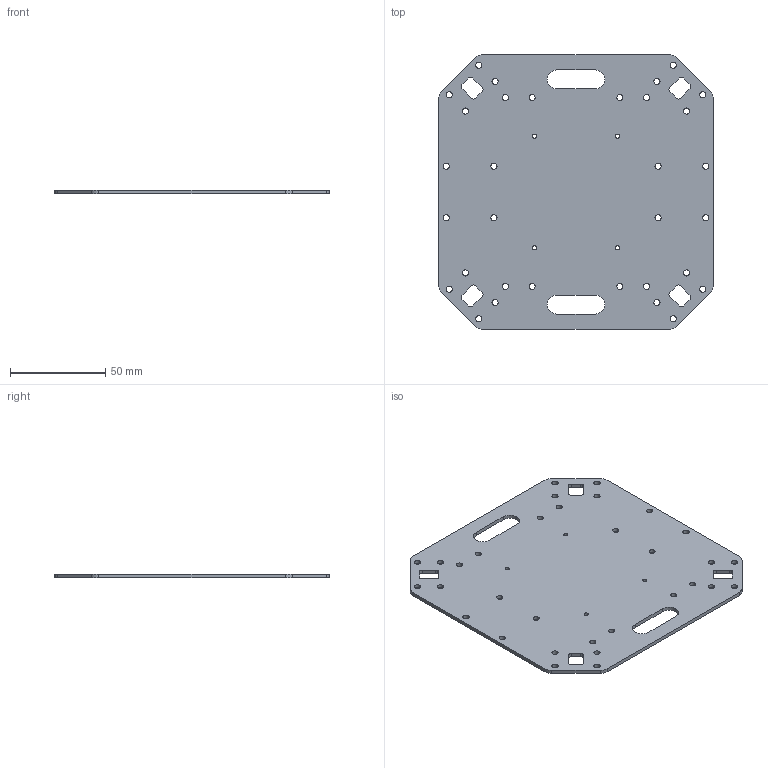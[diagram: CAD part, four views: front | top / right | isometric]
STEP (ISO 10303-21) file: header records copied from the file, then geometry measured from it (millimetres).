
FILE_DESCRIPTION (( 'STEP AP203' ), '1' );
FILE_NAME ('top_board_Predeterminado_sldprt.STEP', '2024-07-08T06:16:06', ( '' ), ( '' ), 'SwSTEP 2.0', 'SolidWorks 2024', '' );
FILE_SCHEMA (( 'CONFIG_CONTROL_DESIGN' ));
Length unit declared in the file: millimetre
Products named in the file (1): top_board_Predeterminado_sldprt
Bounding box: 144 x 144 x 2 mm (x, y, z)
Volume: 37421.7 mm3; surface area: 39723.8 mm2
Topology: 1 solids, 1 shells, 136 faces, 402 edges, 268 vertices
Faces by surface type: cylinder 106, plane 30
Entity records: 4903 total; most frequent: DIRECTION 888, CARTESIAN_POINT 807, ORIENTED_EDGE 804, EDGE_CURVE 402, AXIS2_PLACEMENT_3D 349, VERTEX_POINT 268, EDGE_LOOP 220, CIRCLE 212
